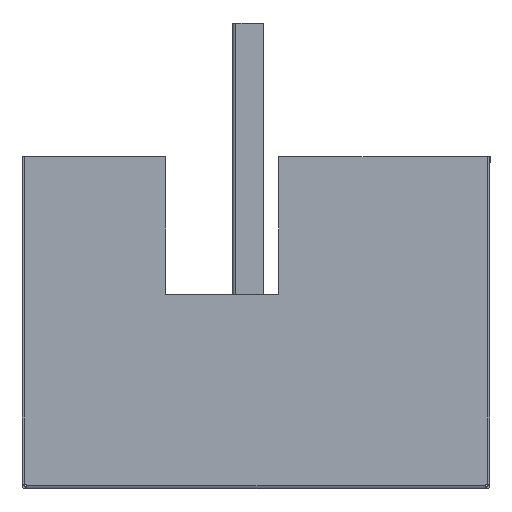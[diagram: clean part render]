
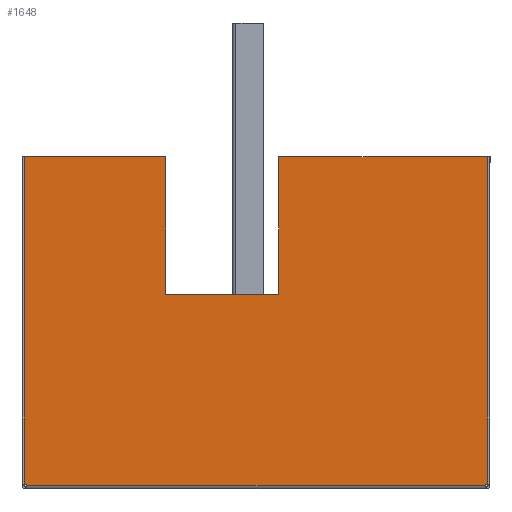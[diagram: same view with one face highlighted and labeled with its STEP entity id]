
A CAD part, left-side view. The second image highlights one B-rep face of the part: STEP entity #1648.
In plain terms, the highlighted face is planar.
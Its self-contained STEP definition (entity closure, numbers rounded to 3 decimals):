
#2 = LINE ( 'NONE', #905, #1939 ) ;
#14 = CARTESIAN_POINT ( 'NONE',  ( -222., 0., 87.429 ) ) ;
#15 = CARTESIAN_POINT ( 'NONE',  ( -147., 0., -25. ) ) ;
#27 = VECTOR ( 'NONE', #995, 1000. ) ;
#61 = EDGE_CURVE ( 'NONE', #2095, #1163, #843, .T. ) ;
#77 = EDGE_CURVE ( 'NONE', #1174, #841, #1505, .T. ) ;
#99 = VERTEX_POINT ( 'NONE', #574 ) ;
#107 = VECTOR ( 'NONE', #139, 1000. ) ;
#116 = CARTESIAN_POINT ( 'NONE',  ( 0., 0., 88.5 ) ) ;
#139 = DIRECTION ( 'NONE',  ( 0., 0., -1. ) ) ;
#197 = ORIENTED_EDGE ( 'NONE', *, *, #1548, .F. ) ;
#207 = ORIENTED_EDGE ( 'NONE', *, *, #1737, .F. ) ;
#220 = ORIENTED_EDGE ( 'NONE', *, *, #1272, .F. ) ;
#223 = ORIENTED_EDGE ( 'NONE', *, *, #61, .F. ) ;
#234 = EDGE_CURVE ( 'NONE', #1034, #99, #1118, .T. ) ;
#285 = LINE ( 'NONE', #1983, #1494 ) ;
#287 = CARTESIAN_POINT ( 'NONE',  ( -147., 0., 88.5 ) ) ;
#346 = LINE ( 'NONE', #610, #107 ) ;
#349 = PLANE ( 'NONE',  #639 ) ;
#352 = CARTESIAN_POINT ( 'NONE',  ( -147., 0., 87.429 ) ) ;
#366 = ORIENTED_EDGE ( 'NONE', *, *, #418, .F. ) ;
#378 = VERTEX_POINT ( 'NONE', #1926 ) ;
#385 = EDGE_CURVE ( 'NONE', #918, #378, #1455, .T. ) ;
#418 = EDGE_CURVE ( 'NONE', #918, #1174, #1102, .T. ) ;
#441 = VECTOR ( 'NONE', #511, 1000. ) ;
#478 = EDGE_CURVE ( 'NONE', #684, #99, #1978, .T. ) ;
#490 = ORIENTED_EDGE ( 'NONE', *, *, #753, .T. ) ;
#511 = DIRECTION ( 'NONE',  ( 0., 0., -1. ) ) ;
#514 = VECTOR ( 'NONE', #2022, 1000. ) ;
#532 = EDGE_CURVE ( 'NONE', #684, #1443, #285, .T. ) ;
#538 = DIRECTION ( 'NONE',  ( 0., 0., -1. ) ) ;
#542 = LINE ( 'NONE', #1285, #1340 ) ;
#546 = FACE_OUTER_BOUND ( 'NONE', #1583, .T. ) ;
#549 = DIRECTION ( 'NONE',  ( 0., 0., -1. ) ) ;
#574 = CARTESIAN_POINT ( 'NONE',  ( -1.6, 0., -116.4 ) ) ;
#610 = CARTESIAN_POINT ( 'NONE',  ( -86., 0., -25. ) ) ;
#639 = AXIS2_PLACEMENT_3D ( 'NONE', #116, #1307, #1816 ) ;
#683 = ORIENTED_EDGE ( 'NONE', *, *, #478, .F. ) ;
#684 = VERTEX_POINT ( 'NONE', #930 ) ;
#753 = EDGE_CURVE ( 'NONE', #378, #1048, #2, .T. ) ;
#774 = DIRECTION ( 'NONE',  ( -1., 0., 0. ) ) ;
#809 = DIRECTION ( 'NONE',  ( -1., 0., 0. ) ) ;
#818 = DIRECTION ( 'NONE',  ( 1., 0., 0. ) ) ;
#841 = VERTEX_POINT ( 'NONE', #1746 ) ;
#843 = LINE ( 'NONE', #1534, #1501 ) ;
#881 = VECTOR ( 'NONE', #549, 1000. ) ;
#905 = CARTESIAN_POINT ( 'NONE',  ( -2.1, 0., 88.5 ) ) ;
#918 = VERTEX_POINT ( 'NONE', #352 ) ;
#930 = CARTESIAN_POINT ( 'NONE',  ( -2.1, 0., -116.4 ) ) ;
#932 = VECTOR ( 'NONE', #818, 1000. ) ;
#936 = ORIENTED_EDGE ( 'NONE', *, *, #385, .T. ) ;
#950 = DIRECTION ( 'NONE',  ( 1., 0., 0. ) ) ;
#995 = DIRECTION ( 'NONE',  ( 0., 0., -1. ) ) ;
#1006 = CARTESIAN_POINT ( 'NONE',  ( 0., 0., -116.4 ) ) ;
#1034 = VERTEX_POINT ( 'NONE', #1878 ) ;
#1048 = VERTEX_POINT ( 'NONE', #2115 ) ;
#1052 = LINE ( 'NONE', #1990, #881 ) ;
#1102 = LINE ( 'NONE', #287, #441 ) ;
#1118 = LINE ( 'NONE', #1742, #27 ) ;
#1163 = VERTEX_POINT ( 'NONE', #15 ) ;
#1174 = VERTEX_POINT ( 'NONE', #1502 ) ;
#1191 = VECTOR ( 'NONE', #950, 1000. ) ;
#1272 = EDGE_CURVE ( 'NONE', #841, #2095, #346, .T. ) ;
#1285 = CARTESIAN_POINT ( 'NONE',  ( 0., 0., 86.4 ) ) ;
#1307 = DIRECTION ( 'NONE',  ( 0., -1., 0. ) ) ;
#1340 = VECTOR ( 'NONE', #774, 1000. ) ;
#1382 = CARTESIAN_POINT ( 'NONE',  ( -2.1, 0., -117.429 ) ) ;
#1388 = CARTESIAN_POINT ( 'NONE',  ( -86., 0., -25. ) ) ;
#1443 = VERTEX_POINT ( 'NONE', #1382 ) ;
#1455 = LINE ( 'NONE', #14, #1191 ) ;
#1486 = EDGE_CURVE ( 'NONE', #1818, #1443, #1516, .T. ) ;
#1494 = VECTOR ( 'NONE', #1950, 1000. ) ;
#1501 = VECTOR ( 'NONE', #809, 1000. ) ;
#1502 = CARTESIAN_POINT ( 'NONE',  ( -147., 0., 25. ) ) ;
#1505 = LINE ( 'NONE', #1537, #932 ) ;
#1516 = LINE ( 'NONE', #2060, #514 ) ;
#1534 = CARTESIAN_POINT ( 'NONE',  ( -147., 0., -25. ) ) ;
#1537 = CARTESIAN_POINT ( 'NONE',  ( -147., 0., 25. ) ) ;
#1548 = EDGE_CURVE ( 'NONE', #1034, #1048, #542, .T. ) ;
#1583 = EDGE_LOOP ( 'NONE', ( #197, #1952, #683, #1837, #1786, #207, #223, #220, #1847, #366, #936, #490 ) ) ;
#1648 = ADVANCED_FACE ( 'NONE', ( #546 ), #349, .F. ) ;
#1704 = DIRECTION ( 'NONE',  ( 1., 0., 0. ) ) ;
#1737 = EDGE_CURVE ( 'NONE', #1163, #1818, #1052, .T. ) ;
#1742 = CARTESIAN_POINT ( 'NONE',  ( -1.6, 0., 86.4 ) ) ;
#1746 = CARTESIAN_POINT ( 'NONE',  ( -86., 0., 25. ) ) ;
#1786 = ORIENTED_EDGE ( 'NONE', *, *, #1486, .F. ) ;
#1816 = DIRECTION ( 'NONE',  ( 1., 0., 0. ) ) ;
#1818 = VERTEX_POINT ( 'NONE', #2041 ) ;
#1837 = ORIENTED_EDGE ( 'NONE', *, *, #532, .T. ) ;
#1847 = ORIENTED_EDGE ( 'NONE', *, *, #77, .F. ) ;
#1878 = CARTESIAN_POINT ( 'NONE',  ( -1.6, 0., 86.4 ) ) ;
#1926 = CARTESIAN_POINT ( 'NONE',  ( -2.1, 0., 87.429 ) ) ;
#1939 = VECTOR ( 'NONE', #538, 1000. ) ;
#1950 = DIRECTION ( 'NONE',  ( 0., 0., -1. ) ) ;
#1952 = ORIENTED_EDGE ( 'NONE', *, *, #234, .T. ) ;
#1973 = VECTOR ( 'NONE', #1704, 1000. ) ;
#1978 = LINE ( 'NONE', #1006, #1973 ) ;
#1983 = CARTESIAN_POINT ( 'NONE',  ( -2.1, 0., 88.5 ) ) ;
#1990 = CARTESIAN_POINT ( 'NONE',  ( -147., 0., 88.5 ) ) ;
#2022 = DIRECTION ( 'NONE',  ( 1., 0., 0. ) ) ;
#2041 = CARTESIAN_POINT ( 'NONE',  ( -147., 0., -117.429 ) ) ;
#2060 = CARTESIAN_POINT ( 'NONE',  ( -222., 0., -117.429 ) ) ;
#2095 = VERTEX_POINT ( 'NONE', #1388 ) ;
#2115 = CARTESIAN_POINT ( 'NONE',  ( -2.1, 0., 86.4 ) ) ;
